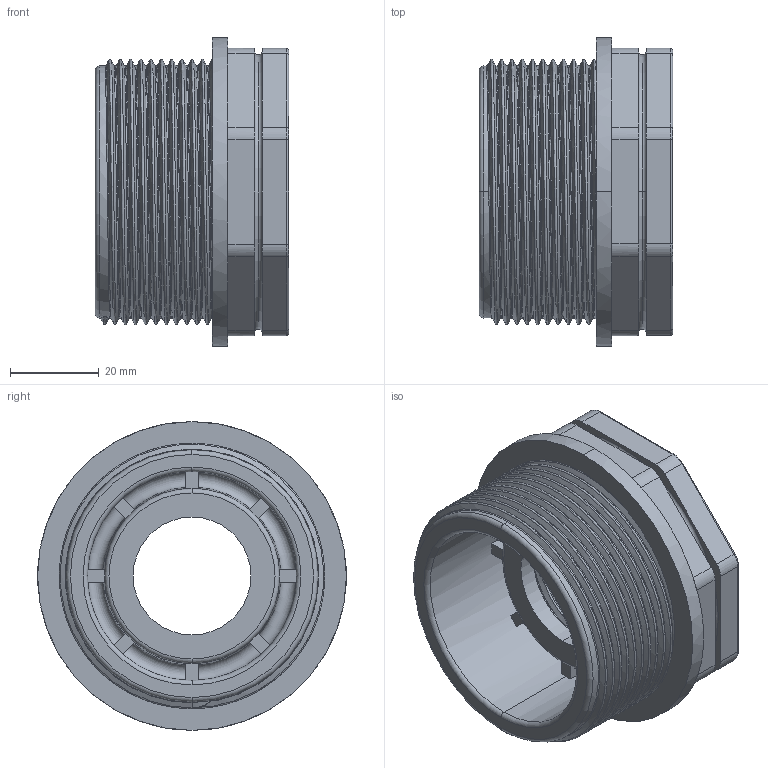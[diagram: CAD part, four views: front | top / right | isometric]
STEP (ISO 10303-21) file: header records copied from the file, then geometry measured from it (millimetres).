
FILE_DESCRIPTION (( 'STEP AP203' ), '1' );
FILE_NAME ('00234_1507.STEP', '2017-05-17T14:09:06', ( '' ), ( '' ), 'SwSTEP 2.0', 'SolidWorks 2011', '' );
FILE_SCHEMA (( 'CONFIG_CONTROL_DESIGN' ));
Length unit declared in the file: millimetre
Products named in the file (1): 00234_1507
Bounding box: 43.5 x 69.4 x 69.4 mm (x, y, z)
Volume: 69229.1 mm3; surface area: 30093.1 mm2
Topology: 1 solids, 1 shells, 169 faces, 442 edges, 281 vertices
Faces by surface type: cylinder 69, plane 48, torus 36, bspline 10, cone 6
Entity records: 14144 total; most frequent: CARTESIAN_POINT 10163, ORIENTED_EDGE 884, DIRECTION 783, EDGE_CURVE 442, AXIS2_PLACEMENT_3D 315, VERTEX_POINT 281, EDGE_LOOP 177, FACE_OUTER_BOUND 169
